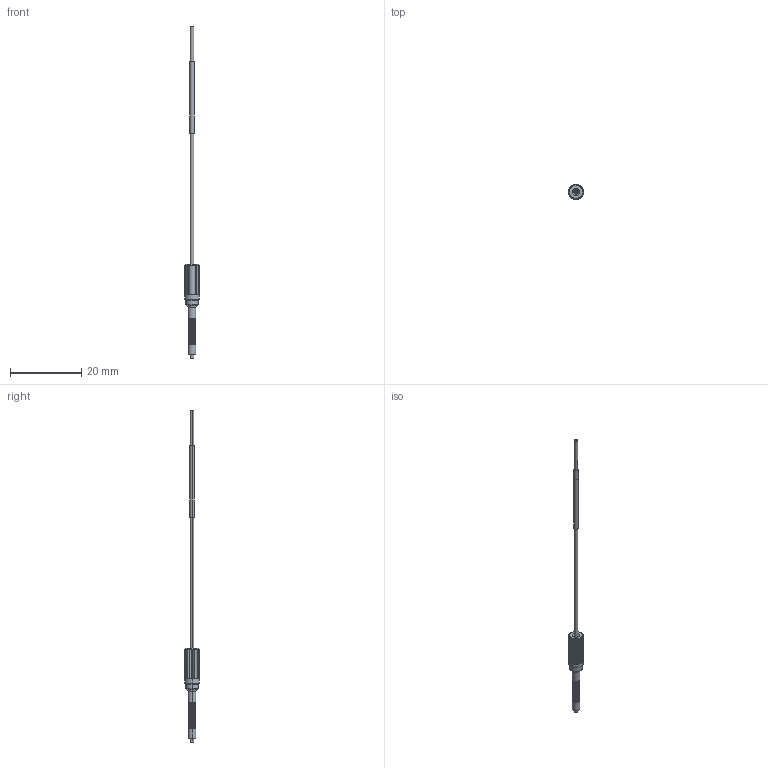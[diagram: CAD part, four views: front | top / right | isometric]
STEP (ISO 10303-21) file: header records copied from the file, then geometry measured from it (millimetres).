
FILE_DESCRIPTION((''),'2;1');
FILE_NAME('PTS1Y10_ASM','2020-06-08T14:02:26',('Administrator'),(''),'CREO PARAMETRIC BY PTC INC, 2018400','CREO PARAMETRIC BY PTC INC, 2018400','');
FILE_SCHEMA(('AUTOMOTIVE_DESIGN { 1 0 10303 214 1 1 1 1 }'));
Length unit declared in the file: millimetre
Products named in the file (6): 10-5-13_; 10XIAN__; JW22_10___; 13-20G__; 10_DANXIAN___ASM; PTS1Y10_ASM
Assembly tree (5 placements, depth 3):
  PTS1Y10_ASM
    10-5-13_
    10_DANXIAN___ASM
      10XIAN__
      JW22_10___
      13-20G__
Bounding box: 4.2 x 4.2 x 93 mm (x, y, z)
Volume: 256.8 mm3; surface area: 872.4 mm2
Topology: 4 solids, 4 shells, 384 faces, 916 edges, 542 vertices
Faces by surface type: cylinder 194, plane 110, torus 76, cone 4
Entity records: 11880 total; most frequent: CARTESIAN_POINT 2321, DIRECTION 2230, ORIENTED_EDGE 1832, AXIS2_PLACEMENT_3D 1016, EDGE_CURVE 916, CIRCLE 618, VERTEX_POINT 542, EDGE_LOOP 392
